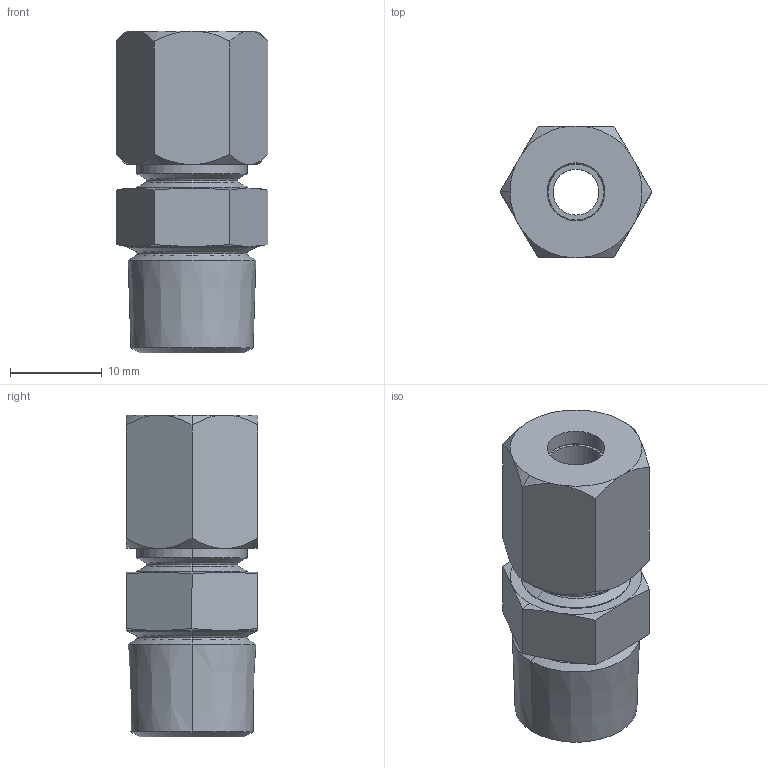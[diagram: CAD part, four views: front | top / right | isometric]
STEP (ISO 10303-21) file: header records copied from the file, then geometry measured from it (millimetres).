
FILE_DESCRIPTION (( 'STEP AP203' ), '1' );
FILE_NAME ('11-1322-04_outokumpu.step', '2015-08-10T08:55:46', ( '' ), ( '' ), 'SwSTEP 2.0', 'SolidWorks 2008', '' );
FILE_SCHEMA (( 'CONFIG_CONTROL_DESIGN' ));
Length unit declared in the file: millimetre
Products named in the file (4): 11-1322-04_outokumpu; nipple-13-666-105_outokumpu_nipple-13-666-105_outokumpu; bite-ring-13-111-002_outokumpu_bite-ring-13-111-002_outokumpu; nut-13-222-002_outokumpu_nut-13-222-002_outokumpu
Assembly tree (3 placements, depth 2):
  11-1322-04_outokumpu
    nipple-13-666-105_outokumpu_nipple-13-666-105_outokumpu
    nut-13-222-002_outokumpu_nut-13-222-002_outokumpu
    bite-ring-13-111-002_outokumpu_bite-ring-13-111-002_outokumpu
Bounding box: 16.51 x 14.3 x 35 mm (x, y, z)
Volume: 4513.7 mm3; surface area: 3856 mm2
Topology: 3 solids, 3 shells, 91 faces, 202 edges, 120 vertices
Faces by surface type: cone 44, plane 21, cylinder 18, torus 8
Entity records: 3078 total; most frequent: CARTESIAN_POINT 647, DIRECTION 452, ORIENTED_EDGE 404, EDGE_CURVE 202, AXIS2_PLACEMENT_3D 189, VERTEX_POINT 120, EDGE_LOOP 100, CIRCLE 92
